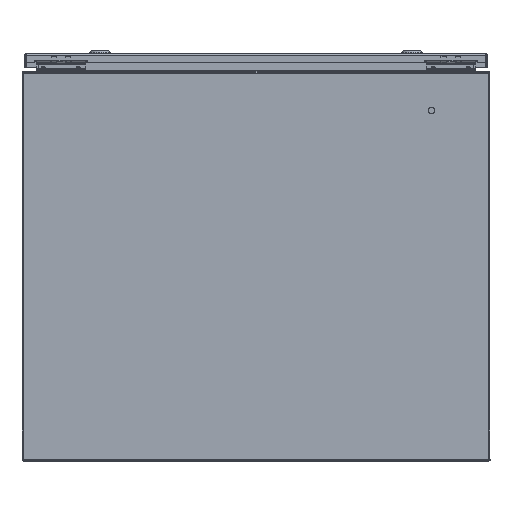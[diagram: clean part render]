
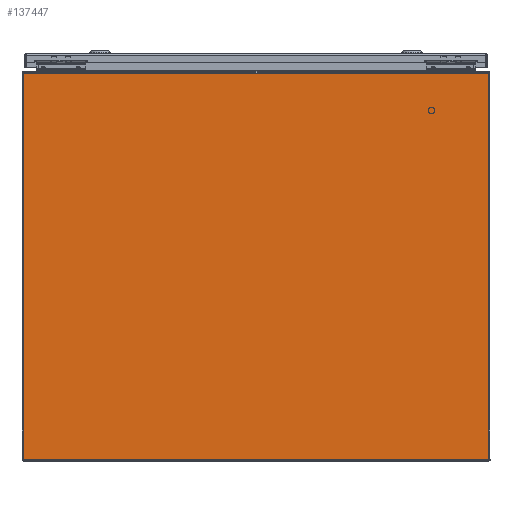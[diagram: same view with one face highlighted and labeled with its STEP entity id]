
A CAD part, left-side view. The second image highlights one B-rep face of the part: STEP entity #137447.
In plain terms, the highlighted planar face has unit normal (-1, 0, 0).
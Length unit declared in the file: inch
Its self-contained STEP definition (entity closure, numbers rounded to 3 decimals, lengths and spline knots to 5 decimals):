
#3462 = VECTOR ( 'NONE', #109873, 39.37008 ) ;
#5949 = ORIENTED_EDGE ( 'NONE', *, *, #45496, .F. ) ;
#6499 = CARTESIAN_POINT ( 'NONE',  ( 0.0625, 11.9375, -7.89475 ) ) ;
#13545 = PLANE ( 'NONE',  #121412 ) ;
#21771 = LINE ( 'NONE', #47074, #3462 ) ;
#24248 = DIRECTION ( 'NONE',  ( 1., 0., 0. ) ) ;
#33919 = LINE ( 'NONE', #90345, #100551 ) ;
#38246 = DIRECTION ( 'NONE',  ( 0., -1., 0. ) ) ;
#42183 = ORIENTED_EDGE ( 'NONE', *, *, #134068, .F. ) ;
#45496 = EDGE_CURVE ( 'NONE', #105616, #108228, #88525, .T. ) ;
#47074 = CARTESIAN_POINT ( 'NONE',  ( 0.0625, 23.8635, -7.89475 ) ) ;
#54016 = CARTESIAN_POINT ( 'NONE',  ( 0.0625, 0.0115, -7.89475 ) ) ;
#57709 = CARTESIAN_POINT ( 'NONE',  ( 0.0625, 0.0115, 11.89475 ) ) ;
#60208 = VECTOR ( 'NONE', #73158, 39.37008 ) ;
#64865 = CARTESIAN_POINT ( 'NONE',  ( 0.0625, 23.8635, 11.89475 ) ) ;
#65664 = DIRECTION ( 'NONE',  ( 0., 0., 1. ) ) ;
#73158 = DIRECTION ( 'NONE',  ( 0., 0., -1. ) ) ;
#78274 = EDGE_LOOP ( 'NONE', ( #135553, #101557, #5949, #42183 ) ) ;
#80590 = FACE_OUTER_BOUND ( 'NONE', #78274, .T. ) ;
#87247 = VERTEX_POINT ( 'NONE', #64865 ) ;
#87969 = CARTESIAN_POINT ( 'NONE',  ( 0.0625, 11.9375, -19.88973 ) ) ;
#88245 = EDGE_CURVE ( 'NONE', #108228, #130091, #103236, .T. ) ;
#88525 = LINE ( 'NONE', #54016, #60208 ) ;
#90345 = CARTESIAN_POINT ( 'NONE',  ( 0.0625, 11.9375, 11.89475 ) ) ;
#97987 = CARTESIAN_POINT ( 'NONE',  ( 0.0625, 0.0115, -7.89475 ) ) ;
#99934 = VECTOR ( 'NONE', #113446, 39.37008 ) ;
#100551 = VECTOR ( 'NONE', #38246, 39.37008 ) ;
#101557 = ORIENTED_EDGE ( 'NONE', *, *, #88245, .F. ) ;
#103236 = LINE ( 'NONE', #6499, #99934 ) ;
#105616 = VERTEX_POINT ( 'NONE', #57709 ) ;
#107149 = EDGE_CURVE ( 'NONE', #130091, #87247, #21771, .T. ) ;
#108228 = VERTEX_POINT ( 'NONE', #97987 ) ;
#108741 = CARTESIAN_POINT ( 'NONE',  ( 0.0625, 23.8635, -7.89475 ) ) ;
#109873 = DIRECTION ( 'NONE',  ( 0., 0., 1. ) ) ;
#113446 = DIRECTION ( 'NONE',  ( 0., 1., 0. ) ) ;
#121412 = AXIS2_PLACEMENT_3D ( 'NONE', #87969, #24248, #65664 ) ;
#130091 = VERTEX_POINT ( 'NONE', #108741 ) ;
#134068 = EDGE_CURVE ( 'NONE', #87247, #105616, #33919, .T. ) ;
#135553 = ORIENTED_EDGE ( 'NONE', *, *, #107149, .F. ) ;
#137447 = ADVANCED_FACE ( 'NONE', ( #80590 ), #13545, .F. ) ;
